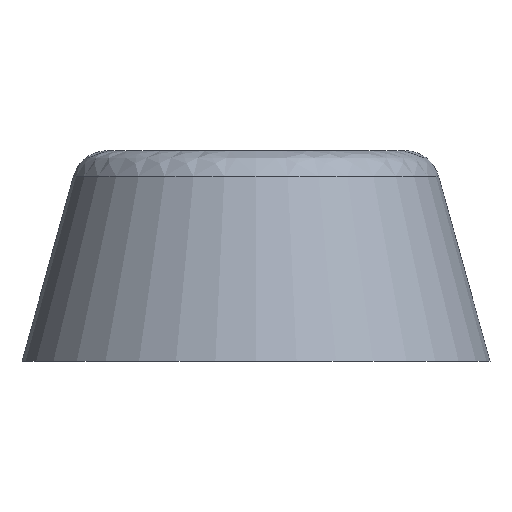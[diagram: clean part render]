
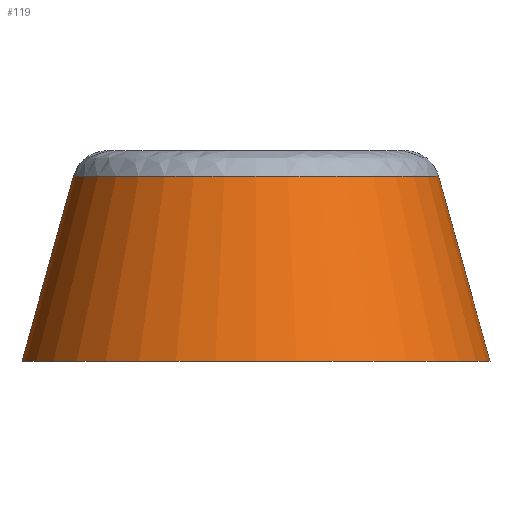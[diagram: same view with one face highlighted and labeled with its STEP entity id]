
A CAD part, front view. The second image highlights one B-rep face of the part: STEP entity #119.
In plain terms, the highlighted free-form (B-spline) face has degree [2, 1] with [5, 2] control points.
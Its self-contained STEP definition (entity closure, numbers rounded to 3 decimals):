
#119=ADVANCED_FACE('',(#207),#206,.T.);
#206=( BOUNDED_SURFACE() B_SPLINE_SURFACE( 2,1,((#383,#384),(#385,#386),(#387,#388),(#389,#390),(#391,#392)), .UNSPECIFIED.,.F.,.F.,.F.) B_SPLINE_SURFACE_WITH_KNOTS((3,2,3),(2,2),(0.,0.5,1.),(0.,1.), .UNSPECIFIED. ) GEOMETRIC_REPRESENTATION_ITEM() RATIONAL_B_SPLINE_SURFACE(((1.,1.),(0.707,0.707),(1.,1.),(0.707,0.707),(1.,1.))) REPRESENTATION_ITEM('') SURFACE() );
#207=FACE_OUTER_BOUND('',#393,.T.);
#383=CARTESIAN_POINT('',(7.805,0.,1.099));
#384=CARTESIAN_POINT('',(10.,0.,9.));
#385=CARTESIAN_POINT('',(7.805,7.805,1.099));
#386=CARTESIAN_POINT('',(10.,10.,9.));
#387=CARTESIAN_POINT('',(0.,7.805,1.099));
#388=CARTESIAN_POINT('',(0.,10.,9.));
#389=CARTESIAN_POINT('',(-7.805,7.805,1.099));
#390=CARTESIAN_POINT('',(-10.,10.,9.));
#391=CARTESIAN_POINT('',(-7.805,0.,1.099));
#392=CARTESIAN_POINT('',(-10.,0.,9.));
#393=EDGE_LOOP('',(#526,#527,#528,#529));
#526=ORIENTED_EDGE('',*,*,#599,.T.);
#527=ORIENTED_EDGE('',*,*,#596,.T.);
#528=ORIENTED_EDGE('',*,*,#586,.T.);
#529=ORIENTED_EDGE('',*,*,#598,.F.);
#586=EDGE_CURVE('',#674,#675,#676,.T.);
#596=EDGE_CURVE('',#742,#674,#743,.T.);
#598=EDGE_CURVE('',#749,#675,#756,.T.);
#599=EDGE_CURVE('',#749,#742,#762,.T.);
#674=VERTEX_POINT('',#924);
#675=VERTEX_POINT('',#925);
#676=CIRCLE('',#929,10.);
#742=VERTEX_POINT('',#968);
#743=(BOUNDED_CURVE() B_SPLINE_CURVE(1,(#969,#970),.UNSPECIFIED.,.F.,.F.) B_SPLINE_CURVE_WITH_KNOTS((2,2),(0.,1.),.UNSPECIFIED.) CURVE() GEOMETRIC_REPRESENTATION_ITEM() RATIONAL_B_SPLINE_CURVE((1.,1.)) REPRESENTATION_ITEM('') );
#749=VERTEX_POINT('',#971);
#756=(BOUNDED_CURVE() B_SPLINE_CURVE(1,(#976,#977),.UNSPECIFIED.,.F.,.F.) B_SPLINE_CURVE_WITH_KNOTS((2,2),(0.,1.),.UNSPECIFIED.) CURVE() GEOMETRIC_REPRESENTATION_ITEM() RATIONAL_B_SPLINE_CURVE((0.75,0.75)) REPRESENTATION_ITEM('') );
#762=CIRCLE('',#981,7.805);
#924=CARTESIAN_POINT('',(-10.,0.,9.));
#925=CARTESIAN_POINT('',(10.,0.,9.));
#926=CARTESIAN_POINT('',(0.,0.,9.));
#927=DIRECTION('',(0.,0.,-1.));
#928=DIRECTION('',(1.,0.,0.));
#929=AXIS2_PLACEMENT_3D('',#926,#927,#928);
#968=CARTESIAN_POINT('',(-7.805,0.,1.099));
#969=CARTESIAN_POINT('',(-7.805,0.,1.099));
#970=CARTESIAN_POINT('',(-10.,0.,9.));
#971=CARTESIAN_POINT('',(7.805,0.,1.099));
#976=CARTESIAN_POINT('',(7.805,0.,1.099));
#977=CARTESIAN_POINT('',(10.,0.,9.));
#978=CARTESIAN_POINT('',(0.,0.,1.099));
#979=DIRECTION('',(0.,0.,1.));
#980=DIRECTION('',(-1.,0.,0.));
#981=AXIS2_PLACEMENT_3D('',#978,#979,#980);
